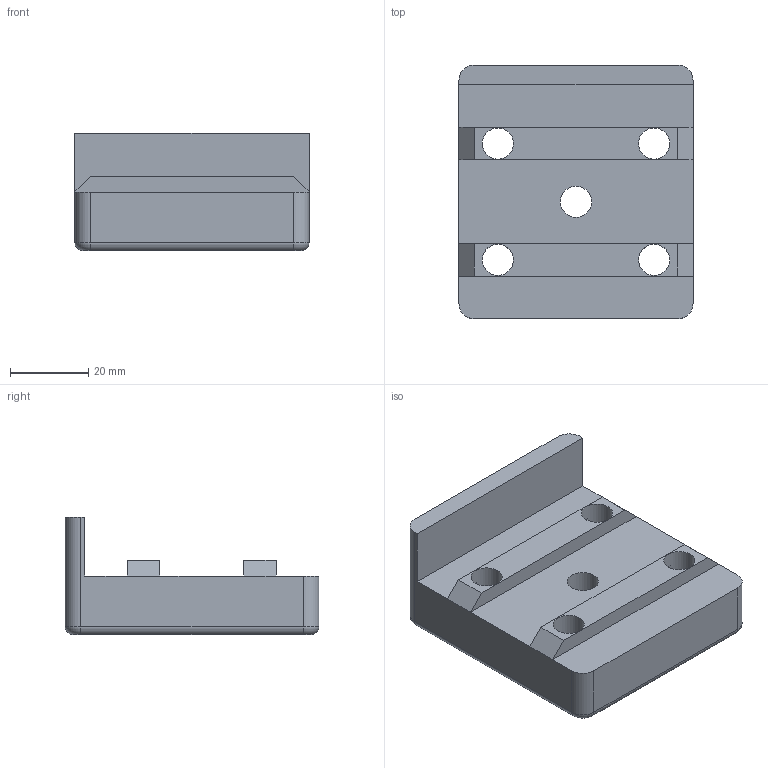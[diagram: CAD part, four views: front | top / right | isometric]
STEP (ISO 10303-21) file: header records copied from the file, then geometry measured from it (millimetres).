
FILE_DESCRIPTION(('FreeCAD Model'),'2;1');
FILE_NAME('Open CASCADE Shape Model','2024-08-02T08:18:55',(''),(''), 'Open CASCADE STEP processor 7.6','FreeCAD','Unknown');
FILE_SCHEMA(('AUTOMOTIVE_DESIGN { 1 0 10303 214 1 1 1 1 }'));
Length unit declared in the file: millimetre
Products named in the file (1): Aussen15mm
Bounding box: 60 x 65 x 30 mm (x, y, z)
Volume: 56347.9 mm3; surface area: 16703.8 mm2
Topology: 1 solids, 1 shells, 47 faces, 104 edges, 64 vertices
Faces by surface type: plane 25, cylinder 18, torus 4
Full cylindrical faces by diameter (mm): 8 x5, 13.5 x4, 22 x1
Entity records: 2732 total; most frequent: CARTESIAN_POINT 520, DIRECTION 432, LINE 244, VECTOR 244, ORIENTED_EDGE 208, PCURVE 208, DEFINITIONAL_REPRESENTATION 208, EDGE_CURVE 104
